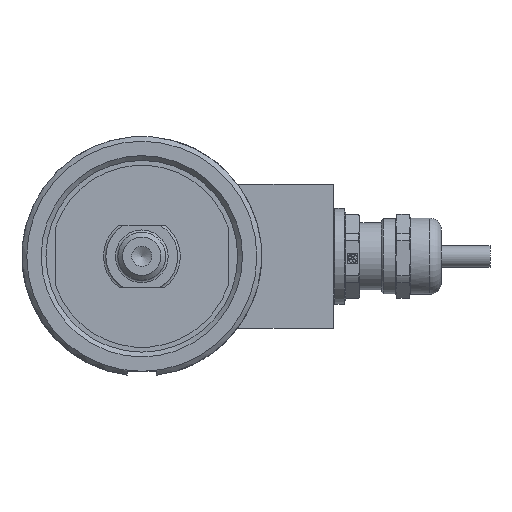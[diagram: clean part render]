
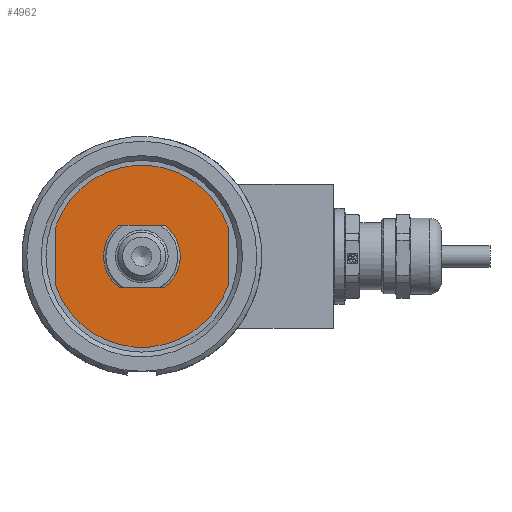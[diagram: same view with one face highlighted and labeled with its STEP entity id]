
A CAD part, left-side view. The second image highlights one B-rep face of the part: STEP entity #4962.
In plain terms, the highlighted planar face has unit normal (-1, 0, 0).
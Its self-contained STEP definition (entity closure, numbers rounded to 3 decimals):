
#55 = EDGE_CURVE ( 'NONE', #5191, #1389, #3777, .T. ) ;
#232 = ORIENTED_EDGE ( 'NONE', *, *, #6905, .T. ) ;
#268 = VECTOR ( 'NONE', #3602, 1000. ) ;
#324 = EDGE_CURVE ( 'NONE', #6978, #3708, #7969, .T. ) ;
#329 = FACE_OUTER_BOUND ( 'NONE', #8081, .T. ) ;
#432 = VECTOR ( 'NONE', #3333, 1000. ) ;
#437 = DIRECTION ( 'NONE',  ( 0., 1., 0. ) ) ;
#646 = ORIENTED_EDGE ( 'NONE', *, *, #324, .T. ) ;
#665 = VERTEX_POINT ( 'NONE', #2262 ) ;
#680 = EDGE_CURVE ( 'NONE', #7402, #5191, #966, .T. ) ;
#731 = EDGE_CURVE ( 'NONE', #8035, #1389, #4276, .T. ) ;
#845 = AXIS2_PLACEMENT_3D ( 'NONE', #2995, #1606, #437 ) ;
#953 = CARTESIAN_POINT ( 'NONE',  ( -86., -18., -6.083 ) ) ;
#966 = LINE ( 'NONE', #2347, #3613 ) ;
#1050 = DIRECTION ( 'NONE',  ( 0., 0., 1. ) ) ;
#1054 = CARTESIAN_POINT ( 'NONE',  ( -86., -10., 6.5 ) ) ;
#1237 = CARTESIAN_POINT ( 'NONE',  ( -86., 0., 0. ) ) ;
#1292 = EDGE_CURVE ( 'NONE', #665, #7986, #7368, .T. ) ;
#1389 = VERTEX_POINT ( 'NONE', #6604 ) ;
#1464 = PLANE ( 'NONE',  #7928 ) ;
#1485 = CARTESIAN_POINT ( 'NONE',  ( -86., -10., -6.5 ) ) ;
#1603 = ORIENTED_EDGE ( 'NONE', *, *, #731, .T. ) ;
#1606 = DIRECTION ( 'NONE',  ( 1., 0., 0. ) ) ;
#1944 = DIRECTION ( 'NONE',  ( 1., 0., 0. ) ) ;
#2175 = DIRECTION ( 'NONE',  ( -1., 0., 0. ) ) ;
#2262 = CARTESIAN_POINT ( 'NONE',  ( -86., 4.664, -6.5 ) ) ;
#2288 = DIRECTION ( 'NONE',  ( 0., 1., 0. ) ) ;
#2304 = CARTESIAN_POINT ( 'NONE',  ( -86., -18., -10. ) ) ;
#2347 = CARTESIAN_POINT ( 'NONE',  ( -86., 18., -10. ) ) ;
#2547 = AXIS2_PLACEMENT_3D ( 'NONE', #1237, #3883, #7113 ) ;
#2964 = ORIENTED_EDGE ( 'NONE', *, *, #6661, .F. ) ;
#2995 = CARTESIAN_POINT ( 'NONE',  ( -86., 0., 0. ) ) ;
#3144 = CARTESIAN_POINT ( 'NONE',  ( -86., 0., 0. ) ) ;
#3333 = DIRECTION ( 'NONE',  ( 0., 1., 0. ) ) ;
#3602 = DIRECTION ( 'NONE',  ( 0., 0., 1. ) ) ;
#3613 = VECTOR ( 'NONE', #1050, 1000. ) ;
#3708 = VERTEX_POINT ( 'NONE', #8143 ) ;
#3777 = CIRCLE ( 'NONE', #845, 19. ) ;
#3877 = DIRECTION ( 'NONE',  ( 0., -1., 0. ) ) ;
#3883 = DIRECTION ( 'NONE',  ( 1., 0., 0. ) ) ;
#4185 = CARTESIAN_POINT ( 'NONE',  ( -86., 7.5, 0. ) ) ;
#4276 = LINE ( 'NONE', #2304, #268 ) ;
#4278 = ORIENTED_EDGE ( 'NONE', *, *, #1292, .T. ) ;
#4645 = CARTESIAN_POINT ( 'NONE',  ( -86., 4.664, 6.5 ) ) ;
#4696 = CIRCLE ( 'NONE', #5911, 19. ) ;
#4769 = DIRECTION ( 'NONE',  ( 0., -1., 0. ) ) ;
#4822 = LINE ( 'NONE', #1054, #5265 ) ;
#4962 = ADVANCED_FACE ( 'NONE', ( #329, #7216 ), #1464, .T. ) ;
#5191 = VERTEX_POINT ( 'NONE', #7304 ) ;
#5265 = VECTOR ( 'NONE', #2288, 1000. ) ;
#5359 = EDGE_CURVE ( 'NONE', #8035, #7402, #4696, .T. ) ;
#5398 = AXIS2_PLACEMENT_3D ( 'NONE', #7709, #1944, #3877 ) ;
#5505 = ORIENTED_EDGE ( 'NONE', *, *, #55, .F. ) ;
#5764 = CARTESIAN_POINT ( 'NONE',  ( -86., -4.664, 6.5 ) ) ;
#5875 = ORIENTED_EDGE ( 'NONE', *, *, #5359, .F. ) ;
#5911 = AXIS2_PLACEMENT_3D ( 'NONE', #3144, #8276, #7729 ) ;
#5978 = LINE ( 'NONE', #1485, #432 ) ;
#6092 = CARTESIAN_POINT ( 'NONE',  ( -86., 18., -6.083 ) ) ;
#6604 = CARTESIAN_POINT ( 'NONE',  ( -86., -18., 6.083 ) ) ;
#6661 = EDGE_CURVE ( 'NONE', #6978, #7986, #4822, .T. ) ;
#6905 = EDGE_CURVE ( 'NONE', #3708, #665, #5978, .T. ) ;
#6978 = VERTEX_POINT ( 'NONE', #5764 ) ;
#7113 = DIRECTION ( 'NONE',  ( 0., -1., 0. ) ) ;
#7216 = FACE_BOUND ( 'NONE', #8264, .T. ) ;
#7304 = CARTESIAN_POINT ( 'NONE',  ( -86., 18., 6.083 ) ) ;
#7368 = CIRCLE ( 'NONE', #2547, 8. ) ;
#7402 = VERTEX_POINT ( 'NONE', #6092 ) ;
#7611 = ORIENTED_EDGE ( 'NONE', *, *, #680, .F. ) ;
#7709 = CARTESIAN_POINT ( 'NONE',  ( -86., 0., 0. ) ) ;
#7729 = DIRECTION ( 'NONE',  ( 0., 1., 0. ) ) ;
#7928 = AXIS2_PLACEMENT_3D ( 'NONE', #4185, #2175, #4769 ) ;
#7969 = CIRCLE ( 'NONE', #5398, 8. ) ;
#7986 = VERTEX_POINT ( 'NONE', #4645 ) ;
#8035 = VERTEX_POINT ( 'NONE', #953 ) ;
#8081 = EDGE_LOOP ( 'NONE', ( #1603, #5505, #7611, #5875 ) ) ;
#8143 = CARTESIAN_POINT ( 'NONE',  ( -86., -4.664, -6.5 ) ) ;
#8264 = EDGE_LOOP ( 'NONE', ( #4278, #2964, #646, #232 ) ) ;
#8276 = DIRECTION ( 'NONE',  ( 1., 0., 0. ) ) ;
